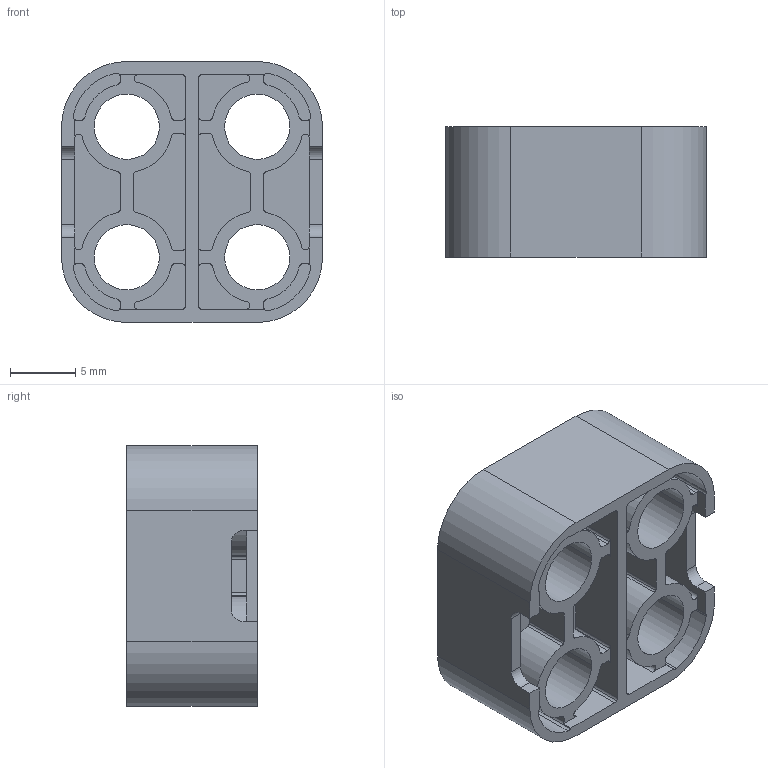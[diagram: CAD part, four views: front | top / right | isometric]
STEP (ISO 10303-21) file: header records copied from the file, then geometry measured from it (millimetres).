
FILE_DESCRIPTION (( 'STEP AP214' ), '1' );
FILE_NAME ('CWbA_1.stp', '2019-05-14T13:13:57', ( '' ), ( '' ), 'SwSTEP 2.0', 'SolidWorks 2019', '' );
FILE_SCHEMA (( 'AUTOMOTIVE_DESIGN' ));
Length unit declared in the file: millimetre
Products named in the file (1): CWbA_1
Bounding box: 20 x 10 x 20 mm (x, y, z)
Volume: 1657.1 mm3; surface area: 3311.9 mm2
Topology: 1 solids, 1 shells, 344 faces, 1020 edges, 680 vertices
Faces by surface type: cylinder 248, plane 96
Entity records: 11826 total; most frequent: DIRECTION 2222, CARTESIAN_POINT 2045, ORIENTED_EDGE 2040, EDGE_CURVE 1020, AXIS2_PLACEMENT_3D 857, VERTEX_POINT 680, CIRCLE 512, VECTOR 508
